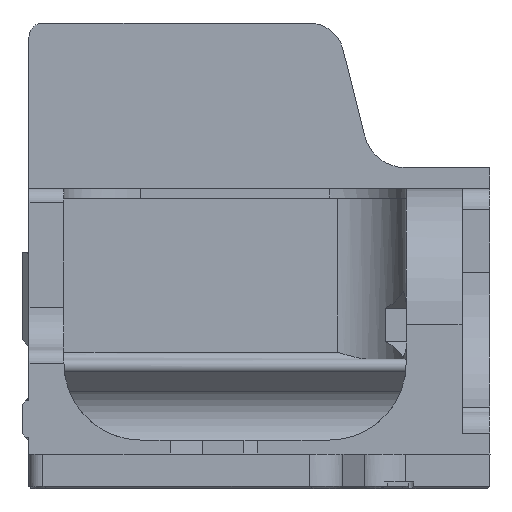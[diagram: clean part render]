
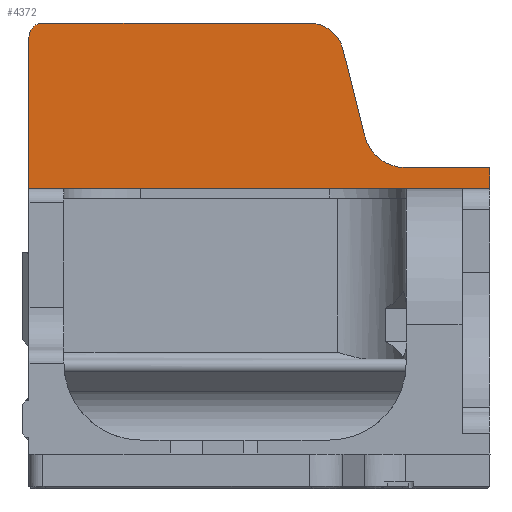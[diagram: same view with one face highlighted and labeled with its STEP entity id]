
A CAD part, front view. The second image highlights one B-rep face of the part: STEP entity #4372.
In plain terms, the highlighted planar face has unit normal (0, -1, 0).
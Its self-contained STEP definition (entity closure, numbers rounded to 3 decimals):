
#395=FACE_OUTER_BOUND('',#652,.T.);
#652=EDGE_LOOP('',(#3728,#3729,#3730,#3731,#3732,#3733,#3734,#3735,#3736));
#820=CIRCLE('',#4767,6.);
#821=CIRCLE('',#4768,5.);
#822=CIRCLE('',#4769,2.);
#867=LINE('',#6148,#1286);
#890=LINE('',#6214,#1309);
#919=LINE('',#6302,#1338);
#1197=LINE('',#7445,#1616);
#1198=LINE('',#7449,#1617);
#1199=LINE('',#7453,#1618);
#1286=VECTOR('',#4897,10.);
#1309=VECTOR('',#4948,10.);
#1338=VECTOR('',#5017,10.);
#1616=VECTOR('',#5833,10.);
#1617=VECTOR('',#5836,10.);
#1618=VECTOR('',#5839,10.);
#1713=VERTEX_POINT('',#6145);
#1714=VERTEX_POINT('',#6147);
#1743=VERTEX_POINT('',#6213);
#1782=VERTEX_POINT('',#6300);
#2020=VERTEX_POINT('',#7444);
#2021=VERTEX_POINT('',#7446);
#2022=VERTEX_POINT('',#7448);
#2023=VERTEX_POINT('',#7450);
#2024=VERTEX_POINT('',#7452);
#2129=EDGE_CURVE('',#1714,#1713,#867,.T.);
#2162=EDGE_CURVE('',#1743,#1714,#890,.T.);
#2207=EDGE_CURVE('',#1713,#1782,#919,.T.);
#2609=EDGE_CURVE('',#2020,#1782,#1197,.T.);
#2610=EDGE_CURVE('',#2021,#2020,#820,.T.);
#2611=EDGE_CURVE('',#2022,#2021,#1198,.T.);
#2612=EDGE_CURVE('',#2023,#2022,#821,.T.);
#2613=EDGE_CURVE('',#2024,#2023,#1199,.T.);
#2614=EDGE_CURVE('',#1743,#2024,#822,.T.);
#3728=ORIENTED_EDGE('',*,*,#2129,.T.);
#3729=ORIENTED_EDGE('',*,*,#2207,.T.);
#3730=ORIENTED_EDGE('',*,*,#2609,.F.);
#3731=ORIENTED_EDGE('',*,*,#2610,.F.);
#3732=ORIENTED_EDGE('',*,*,#2611,.F.);
#3733=ORIENTED_EDGE('',*,*,#2612,.F.);
#3734=ORIENTED_EDGE('',*,*,#2613,.F.);
#3735=ORIENTED_EDGE('',*,*,#2614,.F.);
#3736=ORIENTED_EDGE('',*,*,#2162,.T.);
#4163=PLANE('',#4766);
#4372=ADVANCED_FACE('',(#395),#4163,.T.);
#4766=AXIS2_PLACEMENT_3D('',#7443,#5831,#5832);
#4767=AXIS2_PLACEMENT_3D('',#7447,#5834,#5835);
#4768=AXIS2_PLACEMENT_3D('',#7451,#5837,#5838);
#4769=AXIS2_PLACEMENT_3D('',#7454,#5840,#5841);
#4897=DIRECTION('',(1.,0.,0.));
#4948=DIRECTION('',(0.,0.,-1.));
#5017=DIRECTION('',(0.,0.,1.));
#5831=DIRECTION('center_axis',(0.,-1.,0.));
#5832=DIRECTION('ref_axis',(0.,0.,-1.));
#5833=DIRECTION('',(1.,0.,0.));
#5834=DIRECTION('center_axis',(0.,-1.,0.));
#5835=DIRECTION('ref_axis',(-1.,0.,0.));
#5836=DIRECTION('',(0.244,0.,-0.97));
#5837=DIRECTION('center_axis',(0.,1.,0.));
#5838=DIRECTION('ref_axis',(-1.,0.,0.));
#5839=DIRECTION('',(1.,0.,0.));
#5840=DIRECTION('center_axis',(0.,1.,0.));
#5841=DIRECTION('ref_axis',(-1.,0.,0.));
#6145=CARTESIAN_POINT('',(188.22,105.24,-417.2));
#6147=CARTESIAN_POINT('',(122.22,105.24,-417.2));
#6148=CARTESIAN_POINT('',(169.47,105.24,-417.2));
#6213=CARTESIAN_POINT('',(122.22,105.24,-395.5));
#6214=CARTESIAN_POINT('',(122.22,105.24,-443.415));
#6300=CARTESIAN_POINT('',(188.22,105.24,-414.2));
#6302=CARTESIAN_POINT('',(188.22,105.24,-443.415));
#7443=CARTESIAN_POINT('Origin',(154.72,105.24,-427.029));
#7444=CARTESIAN_POINT('',(176.107,105.24,-414.2));
#7445=CARTESIAN_POINT('',(171.47,105.24,-414.2));
#7446=CARTESIAN_POINT('',(170.288,105.24,-409.664));
#7447=CARTESIAN_POINT('Origin',(176.107,105.24,-408.2));
#7448=CARTESIAN_POINT('',(167.171,105.24,-397.28));
#7449=CARTESIAN_POINT('',(171.879,105.24,-415.987));
#7450=CARTESIAN_POINT('',(162.322,105.24,-393.5));
#7451=CARTESIAN_POINT('Origin',(162.323,105.24,-398.5));
#7452=CARTESIAN_POINT('',(124.22,105.24,-393.5));
#7453=CARTESIAN_POINT('',(158.521,105.24,-393.5));
#7454=CARTESIAN_POINT('Origin',(124.22,105.24,-395.5));
